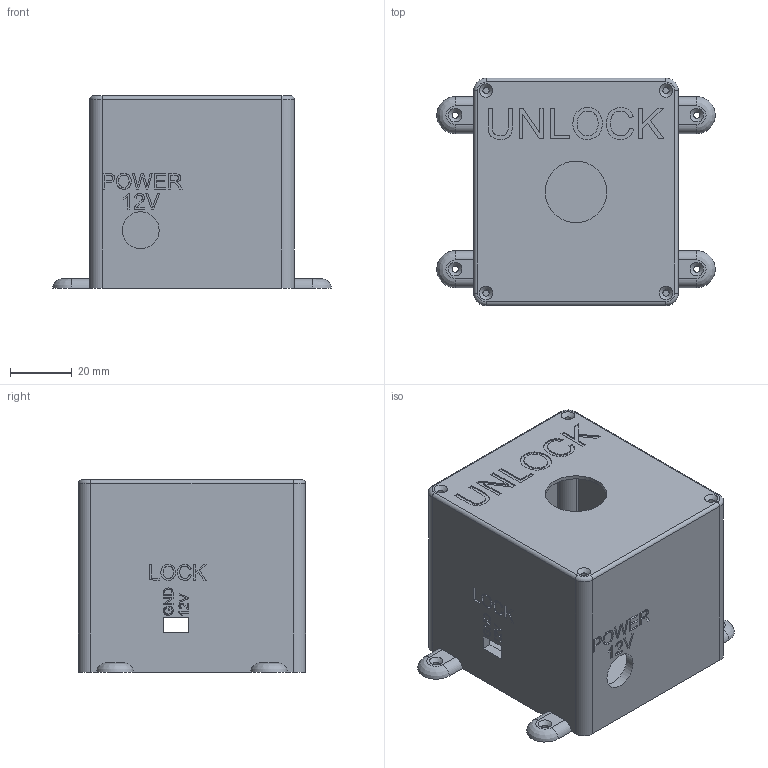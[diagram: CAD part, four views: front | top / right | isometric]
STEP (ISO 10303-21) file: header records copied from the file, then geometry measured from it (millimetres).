
FILE_DESCRIPTION(/* description */ (''),/* implementation_level */ '2;1');
FILE_NAME(/* name */ 'Bookshelf Door Enclosure v13.step',/* time_stamp */ '2023-06-26T09:56:34-05:00',/* author */ (''),/* organization */ (''),/* preprocessor_version */ 'ST-DEVELOPER v19.2',/* originating_system */ 'Autodesk Translation Framework v12.6.0.85',/* authorisation */ '');
FILE_SCHEMA (('AUTOMOTIVE_DESIGN { 1 0 10303 214 3 1 1 }'));
Length unit declared in the file: millimetre
Products named in the file (1): Bookshelf Door Enclosure
Bounding box: 90.42 x 73.74 x 62.4 mm (x, y, z)
Volume: 66440.8 mm3; surface area: 53857.5 mm2
Topology: 2 solids, 2 shells, 1157 faces, 3196 edges, 2128 vertices
Faces by surface type: bspline 605, plane 502, cylinder 38, cone 8, torus 4
Full cylindrical faces by diameter (mm): 2 x12, 12 x1, 20 x1
Entity records: 44705 total; most frequent: CARTESIAN_POINT 19159, ORIENTED_EDGE 6392, DIRECTION 3204, EDGE_CURVE 3196, VERTEX_POINT 2128, LINE 1890, VECTOR 1890, EDGE_LOOP 1272
